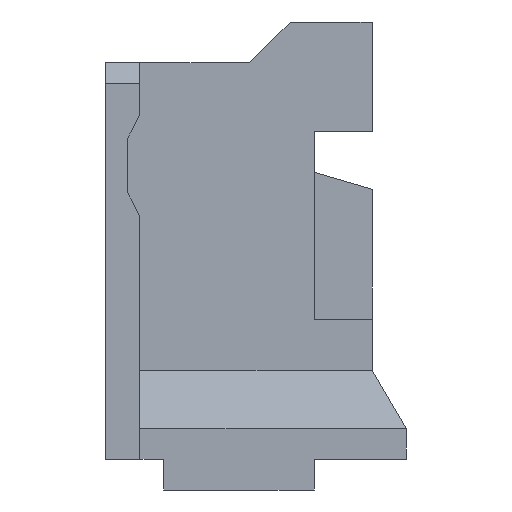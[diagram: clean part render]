
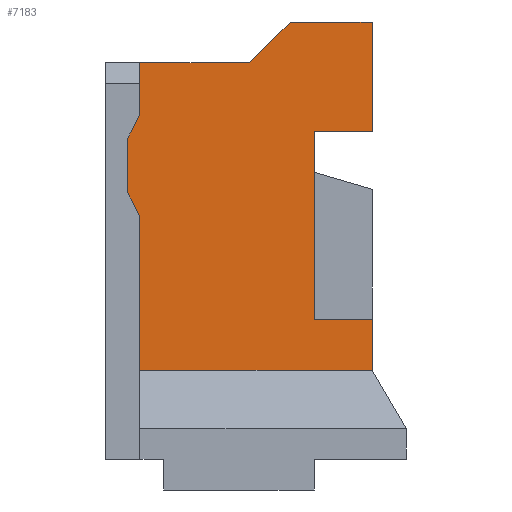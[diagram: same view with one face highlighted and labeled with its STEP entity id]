
A CAD part, left-side view. The second image highlights one B-rep face of the part: STEP entity #7183.
In plain terms, the highlighted planar face has unit normal (-1, 0, 0).
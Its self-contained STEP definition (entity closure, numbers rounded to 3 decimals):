
#99 = FACE_OUTER_BOUND ( 'NONE', #1077, .T. ) ;
#141 = EDGE_CURVE ( 'NONE', #1734, #1441, #6476, .T. ) ;
#153 = VECTOR ( 'NONE', #4759, 1000. ) ;
#229 = EDGE_CURVE ( 'NONE', #2783, #4354, #4005, .T. ) ;
#237 = VECTOR ( 'NONE', #3765, 1000. ) ;
#268 = LINE ( 'NONE', #1190, #6763 ) ;
#407 = VERTEX_POINT ( 'NONE', #6229 ) ;
#426 = AXIS2_PLACEMENT_3D ( 'NONE', #6873, #3120, #7564 ) ;
#523 = VERTEX_POINT ( 'NONE', #6308 ) ;
#528 = PLANE ( 'NONE',  #426 ) ;
#669 = DIRECTION ( 'NONE',  ( 0., 0.447, 0.894 ) ) ;
#749 = EDGE_CURVE ( 'NONE', #6298, #1734, #1983, .T. ) ;
#975 = ORIENTED_EDGE ( 'NONE', *, *, #3153, .F. ) ;
#981 = LINE ( 'NONE', #3909, #8254 ) ;
#1077 = EDGE_LOOP ( 'NONE', ( #1817, #3074, #7900, #8143, #4690, #8141, #3772, #3913, #5677, #4531, #2166, #3730, #3441, #975 ) ) ;
#1108 = VERTEX_POINT ( 'NONE', #1245 ) ;
#1128 = EDGE_CURVE ( 'NONE', #523, #2680, #268, .T. ) ;
#1190 = CARTESIAN_POINT ( 'NONE',  ( -1.25, 1.275, -2.25 ) ) ;
#1241 = EDGE_CURVE ( 'NONE', #6848, #6346, #981, .T. ) ;
#1245 = CARTESIAN_POINT ( 'NONE',  ( -1.25, 1.1, -4.5 ) ) ;
#1246 = LINE ( 'NONE', #3224, #6319 ) ;
#1263 = DIRECTION ( 'NONE',  ( 0., 1., 0. ) ) ;
#1271 = DIRECTION ( 'NONE',  ( 0., 0., -1. ) ) ;
#1282 = VECTOR ( 'NONE', #3628, 1000. ) ;
#1441 = VERTEX_POINT ( 'NONE', #7323 ) ;
#1563 = EDGE_CURVE ( 'NONE', #6346, #1108, #1758, .T. ) ;
#1575 = VECTOR ( 'NONE', #3648, 1000. ) ;
#1719 = CARTESIAN_POINT ( 'NONE',  ( -1.25, -1.45, -3.75 ) ) ;
#1734 = VERTEX_POINT ( 'NONE', #1872 ) ;
#1758 = LINE ( 'NONE', #5563, #1575 ) ;
#1768 = CARTESIAN_POINT ( 'NONE',  ( -1.25, -2.3, -4.5 ) ) ;
#1817 = ORIENTED_EDGE ( 'NONE', *, *, #4119, .F. ) ;
#1872 = CARTESIAN_POINT ( 'NONE',  ( -1.25, -1.1, 0.6 ) ) ;
#1983 = LINE ( 'NONE', #5390, #4787 ) ;
#2093 = CARTESIAN_POINT ( 'NONE',  ( -1.25, -1.1, 0.6 ) ) ;
#2166 = ORIENTED_EDGE ( 'NONE', *, *, #5572, .F. ) ;
#2584 = CARTESIAN_POINT ( 'NONE',  ( -1.25, 1.1, -2.25 ) ) ;
#2680 = VERTEX_POINT ( 'NONE', #4528 ) ;
#2681 = EDGE_CURVE ( 'NONE', #4375, #523, #6310, .T. ) ;
#2701 = EDGE_CURVE ( 'NONE', #6706, #2783, #4835, .T. ) ;
#2783 = VERTEX_POINT ( 'NONE', #5307 ) ;
#2869 = CARTESIAN_POINT ( 'NONE',  ( -1.25, 1.1, -5.8 ) ) ;
#2911 = DIRECTION ( 'NONE',  ( 0., -0.707, 0.707 ) ) ;
#2935 = DIRECTION ( 'NONE',  ( 0., 0., -1. ) ) ;
#2941 = VECTOR ( 'NONE', #669, 1000. ) ;
#3074 = ORIENTED_EDGE ( 'NONE', *, *, #6625, .F. ) ;
#3120 = DIRECTION ( 'NONE',  ( 1., 0., 0. ) ) ;
#3153 = EDGE_CURVE ( 'NONE', #7344, #6298, #7772, .T. ) ;
#3224 = CARTESIAN_POINT ( 'NONE',  ( -1.25, -2.3, 0.6 ) ) ;
#3251 = CARTESIAN_POINT ( 'NONE',  ( -1.25, -2.3, -1. ) ) ;
#3351 = LINE ( 'NONE', #5099, #8008 ) ;
#3404 = DIRECTION ( 'NONE',  ( 0., -1., 0. ) ) ;
#3409 = VECTOR ( 'NONE', #3778, 1000. ) ;
#3441 = ORIENTED_EDGE ( 'NONE', *, *, #749, .F. ) ;
#3575 = LINE ( 'NONE', #8196, #237 ) ;
#3628 = DIRECTION ( 'NONE',  ( 0., -1., 0. ) ) ;
#3643 = EDGE_CURVE ( 'NONE', #4354, #6848, #7275, .T. ) ;
#3648 = DIRECTION ( 'NONE',  ( 0., 1., 0. ) ) ;
#3730 = ORIENTED_EDGE ( 'NONE', *, *, #141, .F. ) ;
#3765 = DIRECTION ( 'NONE',  ( 0., 0., 1. ) ) ;
#3772 = ORIENTED_EDGE ( 'NONE', *, *, #1241, .F. ) ;
#3778 = DIRECTION ( 'NONE',  ( 0., -1., 0. ) ) ;
#3909 = CARTESIAN_POINT ( 'NONE',  ( -1.25, -2.3, -1.85 ) ) ;
#3913 = ORIENTED_EDGE ( 'NONE', *, *, #3643, .F. ) ;
#4005 = LINE ( 'NONE', #5474, #6682 ) ;
#4119 = EDGE_CURVE ( 'NONE', #407, #7344, #5856, .T. ) ;
#4354 = VERTEX_POINT ( 'NONE', #1719 ) ;
#4375 = VERTEX_POINT ( 'NONE', #8140 ) ;
#4393 = CARTESIAN_POINT ( 'NONE',  ( -1.25, 1.1, 0. ) ) ;
#4528 = CARTESIAN_POINT ( 'NONE',  ( -1.25, 1.275, -1.1 ) ) ;
#4531 = ORIENTED_EDGE ( 'NONE', *, *, #2701, .F. ) ;
#4544 = DIRECTION ( 'NONE',  ( 0., 0., -1. ) ) ;
#4551 = DIRECTION ( 'NONE',  ( 0., -0.447, 0.894 ) ) ;
#4690 = ORIENTED_EDGE ( 'NONE', *, *, #5429, .F. ) ;
#4759 = DIRECTION ( 'NONE',  ( 0., 0., 1. ) ) ;
#4787 = VECTOR ( 'NONE', #2911, 1000. ) ;
#4835 = LINE ( 'NONE', #3251, #7721 ) ;
#4922 = CARTESIAN_POINT ( 'NONE',  ( -1.25, -0.5, 0. ) ) ;
#5099 = CARTESIAN_POINT ( 'NONE',  ( -1.25, 1.1, -0.75 ) ) ;
#5307 = CARTESIAN_POINT ( 'NONE',  ( -1.25, -1.45, -1. ) ) ;
#5390 = CARTESIAN_POINT ( 'NONE',  ( -1.25, -0.5, 0. ) ) ;
#5429 = EDGE_CURVE ( 'NONE', #1108, #4375, #3575, .T. ) ;
#5474 = CARTESIAN_POINT ( 'NONE',  ( -1.25, -1.45, -1. ) ) ;
#5563 = CARTESIAN_POINT ( 'NONE',  ( -1.25, -3., -4.5 ) ) ;
#5572 = EDGE_CURVE ( 'NONE', #1441, #6706, #1246, .T. ) ;
#5677 = ORIENTED_EDGE ( 'NONE', *, *, #229, .F. ) ;
#5856 = LINE ( 'NONE', #2869, #153 ) ;
#6229 = CARTESIAN_POINT ( 'NONE',  ( -1.25, 1.1, -0.75 ) ) ;
#6298 = VERTEX_POINT ( 'NONE', #4922 ) ;
#6308 = CARTESIAN_POINT ( 'NONE',  ( -1.25, 1.275, -1.9 ) ) ;
#6310 = LINE ( 'NONE', #2584, #2941 ) ;
#6319 = VECTOR ( 'NONE', #1271, 1000. ) ;
#6346 = VERTEX_POINT ( 'NONE', #1768 ) ;
#6476 = LINE ( 'NONE', #2093, #6869 ) ;
#6625 = EDGE_CURVE ( 'NONE', #2680, #407, #3351, .T. ) ;
#6682 = VECTOR ( 'NONE', #2935, 1000. ) ;
#6706 = VERTEX_POINT ( 'NONE', #6968 ) ;
#6763 = VECTOR ( 'NONE', #6925, 1000. ) ;
#6848 = VERTEX_POINT ( 'NONE', #7255 ) ;
#6869 = VECTOR ( 'NONE', #3404, 1000. ) ;
#6873 = CARTESIAN_POINT ( 'NONE',  ( -1.25, 0., 0. ) ) ;
#6900 = CARTESIAN_POINT ( 'NONE',  ( -1.25, 1.1, 0. ) ) ;
#6925 = DIRECTION ( 'NONE',  ( 0., 0., 1. ) ) ;
#6968 = CARTESIAN_POINT ( 'NONE',  ( -1.25, -2.3, -1. ) ) ;
#7183 = ADVANCED_FACE ( 'NONE', ( #99 ), #528, .F. ) ;
#7255 = CARTESIAN_POINT ( 'NONE',  ( -1.25, -2.3, -3.75 ) ) ;
#7275 = LINE ( 'NONE', #7458, #1282 ) ;
#7323 = CARTESIAN_POINT ( 'NONE',  ( -1.25, -2.3, 0.6 ) ) ;
#7344 = VERTEX_POINT ( 'NONE', #4393 ) ;
#7458 = CARTESIAN_POINT ( 'NONE',  ( -1.25, 3.057, -3.75 ) ) ;
#7564 = DIRECTION ( 'NONE',  ( 0., 0., -1. ) ) ;
#7721 = VECTOR ( 'NONE', #1263, 1000. ) ;
#7772 = LINE ( 'NONE', #6900, #3409 ) ;
#7900 = ORIENTED_EDGE ( 'NONE', *, *, #1128, .F. ) ;
#8008 = VECTOR ( 'NONE', #4551, 1000. ) ;
#8140 = CARTESIAN_POINT ( 'NONE',  ( -1.25, 1.1, -2.25 ) ) ;
#8141 = ORIENTED_EDGE ( 'NONE', *, *, #1563, .F. ) ;
#8143 = ORIENTED_EDGE ( 'NONE', *, *, #2681, .F. ) ;
#8196 = CARTESIAN_POINT ( 'NONE',  ( -1.25, 1.1, -5.8 ) ) ;
#8254 = VECTOR ( 'NONE', #4544, 1000. ) ;
